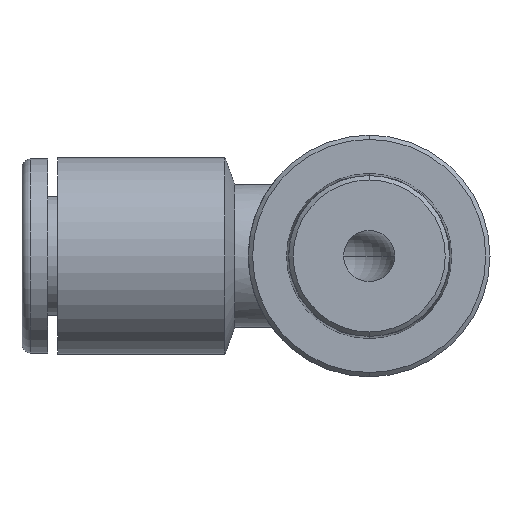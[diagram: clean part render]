
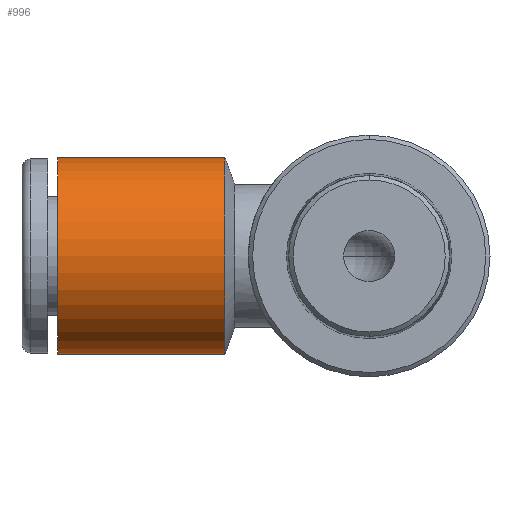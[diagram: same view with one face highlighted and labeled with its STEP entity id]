
A CAD part, front view. The second image highlights one B-rep face of the part: STEP entity #996.
In plain terms, the highlighted cylindrical face has radius 5.8 mm (diameter 11.6 mm), a partial arc.
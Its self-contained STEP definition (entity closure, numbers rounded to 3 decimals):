
#175 = CARTESIAN_POINT ( 'NONE',  ( -18.3, 0., -5.8 ) ) ;
#192 = LINE ( 'NONE', #1935, #286 ) ;
#286 = VECTOR ( 'NONE', #2061, 1000. ) ;
#331 = ORIENTED_EDGE ( 'NONE', *, *, #1774, .T. ) ;
#332 = CIRCLE ( 'NONE', #2117, 5.8 ) ;
#348 = DIRECTION ( 'NONE',  ( 0., 0., -1. ) ) ;
#383 = DIRECTION ( 'NONE',  ( -1., 0., 0. ) ) ;
#409 = CARTESIAN_POINT ( 'NONE',  ( -18.3, 0., 0. ) ) ;
#558 = CIRCLE ( 'NONE', #1021, 5.8 ) ;
#618 = AXIS2_PLACEMENT_3D ( 'NONE', #1561, #1426, #1353 ) ;
#669 = VERTEX_POINT ( 'NONE', #1162 ) ;
#691 = CARTESIAN_POINT ( 'NONE',  ( -8.482, 0., -5.8 ) ) ;
#938 = VECTOR ( 'NONE', #1665, 1000. ) ;
#996 = ADVANCED_FACE ( 'NONE', ( #1625 ), #1554, .T. ) ;
#1021 = AXIS2_PLACEMENT_3D ( 'NONE', #409, #383, #348 ) ;
#1050 = CARTESIAN_POINT ( 'NONE',  ( -8.482, 0., 5.8 ) ) ;
#1145 = LINE ( 'NONE', #1744, #938 ) ;
#1162 = CARTESIAN_POINT ( 'NONE',  ( -18.3, 0., 5.8 ) ) ;
#1174 = ORIENTED_EDGE ( 'NONE', *, *, #1326, .T. ) ;
#1226 = EDGE_CURVE ( 'NONE', #669, #1248, #1145, .T. ) ;
#1238 = DIRECTION ( 'NONE',  ( 0., 0., -1. ) ) ;
#1248 = VERTEX_POINT ( 'NONE', #1050 ) ;
#1326 = EDGE_CURVE ( 'NONE', #1834, #2292, #192, .T. ) ;
#1353 = DIRECTION ( 'NONE',  ( 0., 0., -1. ) ) ;
#1378 = ORIENTED_EDGE ( 'NONE', *, *, #2312, .F. ) ;
#1426 = DIRECTION ( 'NONE',  ( 1., 0., 0. ) ) ;
#1554 = CYLINDRICAL_SURFACE ( 'NONE', #618, 5.8 ) ;
#1561 = CARTESIAN_POINT ( 'NONE',  ( -34.705, 0., 0. ) ) ;
#1625 = FACE_OUTER_BOUND ( 'NONE', #1851, .T. ) ;
#1665 = DIRECTION ( 'NONE',  ( 1., 0., 0. ) ) ;
#1733 = ORIENTED_EDGE ( 'NONE', *, *, #1226, .F. ) ;
#1744 = CARTESIAN_POINT ( 'NONE',  ( -34.705, 0., 5.8 ) ) ;
#1774 = EDGE_CURVE ( 'NONE', #2292, #1248, #332, .T. ) ;
#1834 = VERTEX_POINT ( 'NONE', #175 ) ;
#1851 = EDGE_LOOP ( 'NONE', ( #1733, #1378, #1174, #331 ) ) ;
#1906 = DIRECTION ( 'NONE',  ( -1., 0., 0. ) ) ;
#1935 = CARTESIAN_POINT ( 'NONE',  ( -34.705, 0., -5.8 ) ) ;
#2061 = DIRECTION ( 'NONE',  ( 1., 0., 0. ) ) ;
#2117 = AXIS2_PLACEMENT_3D ( 'NONE', #2120, #1906, #1238 ) ;
#2120 = CARTESIAN_POINT ( 'NONE',  ( -8.482, 0., 0. ) ) ;
#2292 = VERTEX_POINT ( 'NONE', #691 ) ;
#2312 = EDGE_CURVE ( 'NONE', #1834, #669, #558, .T. ) ;
